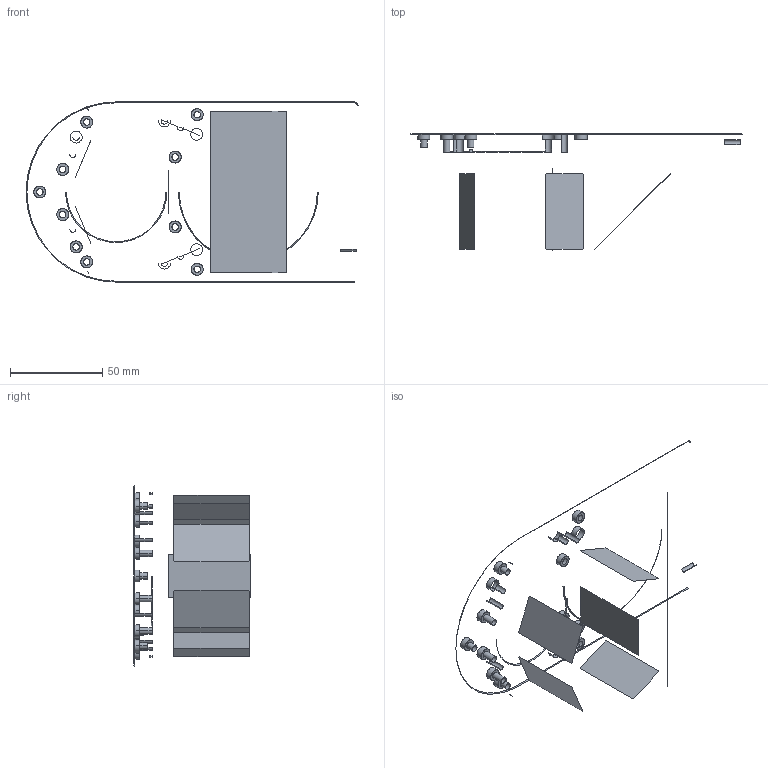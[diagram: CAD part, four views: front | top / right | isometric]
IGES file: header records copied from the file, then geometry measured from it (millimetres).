
Start section: SolidWorks IGES file using analytic representation for surfaces
Global section: file name: DP29843_TCCAGE2MHR048-C.igs; native system: SolidWorks 2020; preprocessor: SolidWorks 2020; author: bertolucci; date: 200330.144153; units: millimetre
Bounding box: 180.4 x 63.29 x 98 mm (x, y, z)
Surface area: 12070.5 mm2 (no closed solid volume)
Topology: 0 solids, 0 shells, 72 faces, 953 edges, 956 vertices
Faces by surface type: revolution 54, bspline 18
